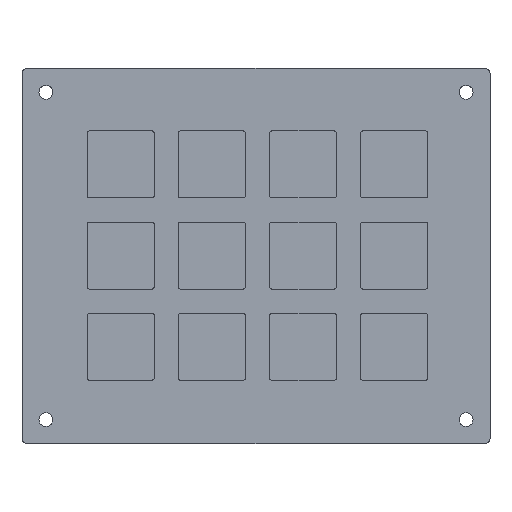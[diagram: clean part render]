
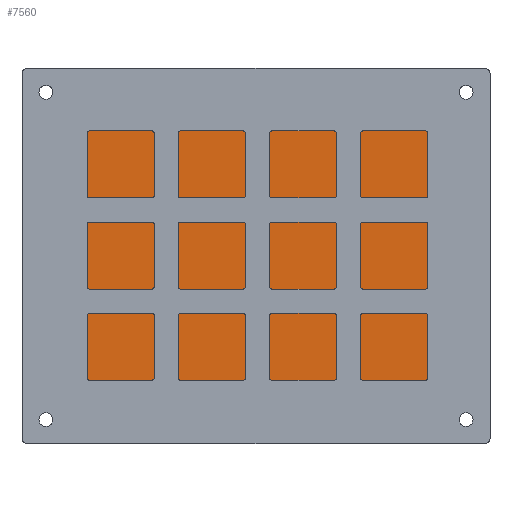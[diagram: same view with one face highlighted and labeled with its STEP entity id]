
A CAD part, top view. The second image highlights one B-rep face of the part: STEP entity #7560.
In plain terms, the highlighted planar face has unit normal (0, 0, 1).
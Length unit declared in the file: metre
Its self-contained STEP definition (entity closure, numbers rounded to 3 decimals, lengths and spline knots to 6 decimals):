
#656=CIRCLE('',#8188,0.00145);
#657=CIRCLE('',#8190,0.00145);
#658=CIRCLE('',#8192,0.00145);
#659=CIRCLE('',#8194,0.00145);
#660=CIRCLE('',#8197,0.001);
#661=CIRCLE('',#8198,0.001);
#662=CIRCLE('',#8199,0.001);
#663=CIRCLE('',#8200,0.001);
#1743=ORIENTED_EDGE('',*,*,#3694,.T.);
#1744=ORIENTED_EDGE('',*,*,#3703,.T.);
#1745=ORIENTED_EDGE('',*,*,#3700,.F.);
#1746=ORIENTED_EDGE('',*,*,#3704,.T.);
#1747=ORIENTED_EDGE('',*,*,#3688,.F.);
#1748=ORIENTED_EDGE('',*,*,#3705,.T.);
#1749=ORIENTED_EDGE('',*,*,#3691,.T.);
#1750=ORIENTED_EDGE('',*,*,#3706,.T.);
#1751=ORIENTED_EDGE('',*,*,#3699,.F.);
#1752=ORIENTED_EDGE('',*,*,#3698,.F.);
#1753=ORIENTED_EDGE('',*,*,#3697,.F.);
#1754=ORIENTED_EDGE('',*,*,#3696,.F.);
#3688=EDGE_CURVE('',#4732,#4733,#5346,.T.);
#3691=EDGE_CURVE('',#4735,#4734,#5349,.T.);
#3694=EDGE_CURVE('',#4737,#4736,#5352,.T.);
#3696=EDGE_CURVE('',#4738,#4738,#656,.T.);
#3697=EDGE_CURVE('',#4739,#4739,#657,.T.);
#3698=EDGE_CURVE('',#4740,#4740,#658,.T.);
#3699=EDGE_CURVE('',#4741,#4741,#659,.T.);
#3700=EDGE_CURVE('',#4742,#4743,#5354,.T.);
#3703=EDGE_CURVE('',#4736,#4743,#660,.T.);
#3704=EDGE_CURVE('',#4742,#4733,#661,.T.);
#3705=EDGE_CURVE('',#4732,#4735,#662,.T.);
#3706=EDGE_CURVE('',#4734,#4737,#663,.T.);
#4732=VERTEX_POINT('',#11785);
#4733=VERTEX_POINT('',#11787);
#4734=VERTEX_POINT('',#11791);
#4735=VERTEX_POINT('',#11793);
#4736=VERTEX_POINT('',#11797);
#4737=VERTEX_POINT('',#11799);
#4738=VERTEX_POINT('',#11803);
#4739=VERTEX_POINT('',#11806);
#4740=VERTEX_POINT('',#11809);
#4741=VERTEX_POINT('',#11812);
#4742=VERTEX_POINT('',#11815);
#4743=VERTEX_POINT('',#11816);
#5346=LINE('',#11786,#5989);
#5349=LINE('',#11792,#5992);
#5352=LINE('',#11798,#5995);
#5354=LINE('',#11814,#5997);
#5989=VECTOR('',#9454,1.);
#5992=VECTOR('',#9459,1.);
#5995=VECTOR('',#9464,1.);
#5997=VECTOR('',#9484,1.);
#6514=EDGE_LOOP('',(#1743,#1744,#1745,#1746,#1747,#1748,#1749,#1750));
#6515=EDGE_LOOP('',(#1751));
#6516=EDGE_LOOP('',(#1752));
#6517=EDGE_LOOP('',(#1753));
#6518=EDGE_LOOP('',(#1754));
#6989=FACE_BOUND('',#6514,.T.);
#6990=FACE_BOUND('',#6515,.T.);
#6991=FACE_BOUND('',#6516,.T.);
#6992=FACE_BOUND('',#6517,.T.);
#6993=FACE_BOUND('',#6518,.T.);
#7346=PLANE('',#8196);
#7560=ADVANCED_FACE('',(#6989,#6990,#6991,#6992,#6993),#7346,.T.);
#8188=AXIS2_PLACEMENT_3D('',#11802,#9468,#9469);
#8190=AXIS2_PLACEMENT_3D('',#11805,#9472,#9473);
#8192=AXIS2_PLACEMENT_3D('',#11808,#9476,#9477);
#8194=AXIS2_PLACEMENT_3D('',#11811,#9480,#9481);
#8196=AXIS2_PLACEMENT_3D('',#11819,#9487,#9488);
#8197=AXIS2_PLACEMENT_3D('',#11820,#9489,#9490);
#8198=AXIS2_PLACEMENT_3D('',#11821,#9491,#9492);
#8199=AXIS2_PLACEMENT_3D('',#11822,#9493,#9494);
#8200=AXIS2_PLACEMENT_3D('',#11823,#9495,#9496);
#9454=DIRECTION('',(1.,0.,0.));
#9459=DIRECTION('',(0.,-1.,0.));
#9464=DIRECTION('',(1.,0.,0.));
#9468=DIRECTION('',(0.,0.,1.));
#9469=DIRECTION('',(1.,0.,0.));
#9472=DIRECTION('',(0.,0.,1.));
#9473=DIRECTION('',(1.,0.,0.));
#9476=DIRECTION('',(0.,0.,1.));
#9477=DIRECTION('',(1.,0.,0.));
#9480=DIRECTION('',(0.,0.,1.));
#9481=DIRECTION('',(1.,0.,0.));
#9484=DIRECTION('',(0.,-1.,0.));
#9487=DIRECTION('',(0.,0.,1.));
#9488=DIRECTION('',(1.,0.,0.));
#9489=DIRECTION('',(0.,0.,1.));
#9490=DIRECTION('',(1.,0.,0.));
#9491=DIRECTION('',(0.,0.,1.));
#9492=DIRECTION('',(1.,0.,0.));
#9493=DIRECTION('',(0.,0.,1.));
#9494=DIRECTION('',(1.,0.,0.));
#9495=DIRECTION('',(0.,0.,1.));
#9496=DIRECTION('',(1.,0.,0.));
#11785=CARTESIAN_POINT('',(-0.0479,0.0392,0.003));
#11786=CARTESIAN_POINT('',(0.,0.0392,0.003));
#11787=CARTESIAN_POINT('',(0.0479,0.0392,0.003));
#11791=CARTESIAN_POINT('',(-0.0489,-0.0382,0.003));
#11792=CARTESIAN_POINT('',(-0.0489,0.,0.003));
#11793=CARTESIAN_POINT('',(-0.0489,0.0382,0.003));
#11797=CARTESIAN_POINT('',(0.0479,-0.0392,0.003));
#11798=CARTESIAN_POINT('',(0.,-0.0392,0.003));
#11799=CARTESIAN_POINT('',(-0.0479,-0.0392,0.003));
#11802=CARTESIAN_POINT('',(-0.0439,0.0342,0.003));
#11803=CARTESIAN_POINT('',(-0.04245,0.0342,0.003));
#11805=CARTESIAN_POINT('',(-0.0439,-0.0342,0.003));
#11806=CARTESIAN_POINT('',(-0.04245,-0.0342,0.003));
#11808=CARTESIAN_POINT('',(0.0439,0.0342,0.003));
#11809=CARTESIAN_POINT('',(0.04535,0.0342,0.003));
#11811=CARTESIAN_POINT('',(0.0439,-0.0342,0.003));
#11812=CARTESIAN_POINT('',(0.04535,-0.0342,0.003));
#11814=CARTESIAN_POINT('',(0.0489,0.,0.003));
#11815=CARTESIAN_POINT('',(0.0489,0.0382,0.003));
#11816=CARTESIAN_POINT('',(0.0489,-0.0382,0.003));
#11819=CARTESIAN_POINT('',(0.,0.,0.003));
#11820=CARTESIAN_POINT('',(0.0479,-0.0382,0.003));
#11821=CARTESIAN_POINT('',(0.0479,0.0382,0.003));
#11822=CARTESIAN_POINT('',(-0.0479,0.0382,0.003));
#11823=CARTESIAN_POINT('',(-0.0479,-0.0382,0.003));
